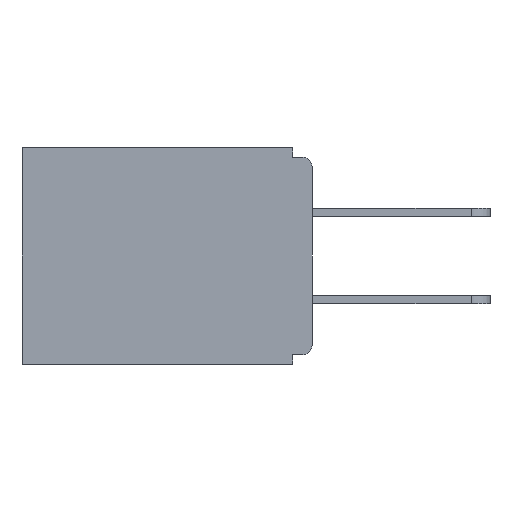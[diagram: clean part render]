
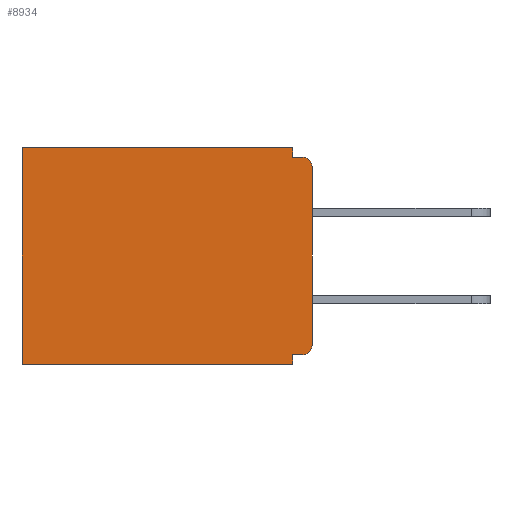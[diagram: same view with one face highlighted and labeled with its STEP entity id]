
A CAD part, left-side view. The second image highlights one B-rep face of the part: STEP entity #8934.
In plain terms, the highlighted planar face has unit normal (-1, 0, 0).
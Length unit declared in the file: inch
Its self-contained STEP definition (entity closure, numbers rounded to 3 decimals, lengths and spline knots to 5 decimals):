
#47 = CARTESIAN_POINT ( 'NONE',  ( 0.298, 0.031, 0. ) ) ;
#91 = AXIS2_PLACEMENT_3D ( 'NONE', #9991, #8314, #5820 ) ;
#132 = LINE ( 'NONE', #3380, #5008 ) ;
#214 = LINE ( 'NONE', #2426, #7274 ) ;
#254 = CARTESIAN_POINT ( 'NONE',  ( 0.298, 0.031, -0.343 ) ) ;
#675 = CARTESIAN_POINT ( 'NONE',  ( 0.298, 0.015, -0.03 ) ) ;
#722 = VERTEX_POINT ( 'NONE', #6219 ) ;
#1192 = CARTESIAN_POINT ( 'NONE',  ( 0.298, 0.015, -0.328 ) ) ;
#1800 = VECTOR ( 'NONE', #5129, 39.37008 ) ;
#2081 = EDGE_CURVE ( 'NONE', #4086, #7710, #132, .T. ) ;
#2338 = PLANE ( 'NONE',  #8289 ) ;
#2383 = DIRECTION ( 'NONE',  ( 0., 1., 0. ) ) ;
#2426 = CARTESIAN_POINT ( 'NONE',  ( 0.298, 0., -0.343 ) ) ;
#2428 = EDGE_CURVE ( 'NONE', #722, #5483, #6433, .T. ) ;
#2532 = DIRECTION ( 'NONE',  ( 0., 1., 0. ) ) ;
#2861 = ORIENTED_EDGE ( 'NONE', *, *, #2428, .F. ) ;
#3101 = CARTESIAN_POINT ( 'NONE',  ( 0.298, 0.015, -0.015 ) ) ;
#3174 = EDGE_CURVE ( 'NONE', #5801, #8594, #9120, .T. ) ;
#3195 = DIRECTION ( 'NONE',  ( 0., 0., -1. ) ) ;
#3276 = CARTESIAN_POINT ( 'NONE',  ( 0.298, 0., -0.015 ) ) ;
#3380 = CARTESIAN_POINT ( 'NONE',  ( 0.298, 0.46, 0. ) ) ;
#3451 = DIRECTION ( 'NONE',  ( 0., 0., -1. ) ) ;
#3458 = CARTESIAN_POINT ( 'NONE',  ( 0.298, 0., -0.313 ) ) ;
#3542 = FACE_OUTER_BOUND ( 'NONE', #6003, .T. ) ;
#3574 = CARTESIAN_POINT ( 'NONE',  ( 0.298, 0., -0.328 ) ) ;
#3778 = EDGE_CURVE ( 'NONE', #8836, #8594, #6079, .T. ) ;
#3844 = DIRECTION ( 'NONE',  ( 0., 0., -1. ) ) ;
#3898 = CARTESIAN_POINT ( 'NONE',  ( 0.298, 0., -0.03 ) ) ;
#4073 = DIRECTION ( 'NONE',  ( 0., 0., -1. ) ) ;
#4086 = VERTEX_POINT ( 'NONE', #9493 ) ;
#4141 = CARTESIAN_POINT ( 'NONE',  ( 0.298, 0., 0. ) ) ;
#4144 = DIRECTION ( 'NONE',  ( 0., 0., -1. ) ) ;
#4355 = ORIENTED_EDGE ( 'NONE', *, *, #10469, .T. ) ;
#4548 = VERTEX_POINT ( 'NONE', #3101 ) ;
#4870 = DIRECTION ( 'NONE',  ( 0., -1., 0. ) ) ;
#5007 = ORIENTED_EDGE ( 'NONE', *, *, #8022, .F. ) ;
#5008 = VECTOR ( 'NONE', #3451, 39.37008 ) ;
#5041 = LINE ( 'NONE', #6702, #6981 ) ;
#5061 = VECTOR ( 'NONE', #4870, 39.37008 ) ;
#5129 = DIRECTION ( 'NONE',  ( 0., 1., 0. ) ) ;
#5433 = VERTEX_POINT ( 'NONE', #47 ) ;
#5483 = VERTEX_POINT ( 'NONE', #254 ) ;
#5581 = DIRECTION ( 'NONE',  ( 0., 0., -1. ) ) ;
#5801 = VERTEX_POINT ( 'NONE', #3898 ) ;
#5815 = ORIENTED_EDGE ( 'NONE', *, *, #8338, .T. ) ;
#5820 = DIRECTION ( 'NONE',  ( 0., 0., -1. ) ) ;
#6003 = EDGE_LOOP ( 'NONE', ( #5815, #10466, #5007, #4355, #7021, #7144, #2861, #10267, #7927, #10119 ) ) ;
#6079 = CIRCLE ( 'NONE', #91, 0.015 ) ;
#6108 = EDGE_CURVE ( 'NONE', #8836, #722, #9751, .T. ) ;
#6219 = CARTESIAN_POINT ( 'NONE',  ( 0.298, 0.031, -0.328 ) ) ;
#6237 = CARTESIAN_POINT ( 'NONE',  ( 0.298, 0.031, -0.343 ) ) ;
#6433 = LINE ( 'NONE', #6237, #7685 ) ;
#6444 = VECTOR ( 'NONE', #4073, 39.37008 ) ;
#6616 = EDGE_CURVE ( 'NONE', #5483, #7710, #214, .T. ) ;
#6702 = CARTESIAN_POINT ( 'NONE',  ( 0.298, 0.031, -0.343 ) ) ;
#6981 = VECTOR ( 'NONE', #4144, 39.37008 ) ;
#7021 = ORIENTED_EDGE ( 'NONE', *, *, #2081, .T. ) ;
#7144 = ORIENTED_EDGE ( 'NONE', *, *, #6616, .F. ) ;
#7274 = VECTOR ( 'NONE', #2383, 39.37008 ) ;
#7630 = LINE ( 'NONE', #3276, #5061 ) ;
#7685 = VECTOR ( 'NONE', #3844, 39.37008 ) ;
#7710 = VERTEX_POINT ( 'NONE', #9589 ) ;
#7927 = ORIENTED_EDGE ( 'NONE', *, *, #3778, .T. ) ;
#8022 = EDGE_CURVE ( 'NONE', #5433, #8923, #5041, .T. ) ;
#8289 = AXIS2_PLACEMENT_3D ( 'NONE', #9772, #10554, #3195 ) ;
#8314 = DIRECTION ( 'NONE',  ( -1., 0., 0. ) ) ;
#8338 = EDGE_CURVE ( 'NONE', #5801, #4548, #10198, .T. ) ;
#8574 = EDGE_CURVE ( 'NONE', #8923, #4548, #7630, .T. ) ;
#8594 = VERTEX_POINT ( 'NONE', #3458 ) ;
#8614 = VECTOR ( 'NONE', #2532, 39.37008 ) ;
#8836 = VERTEX_POINT ( 'NONE', #1192 ) ;
#8885 = LINE ( 'NONE', #9035, #8614 ) ;
#8923 = VERTEX_POINT ( 'NONE', #10311 ) ;
#8934 = ADVANCED_FACE ( 'NONE', ( #3542 ), #2338, .F. ) ;
#9035 = CARTESIAN_POINT ( 'NONE',  ( 0.298, 0., 0. ) ) ;
#9120 = LINE ( 'NONE', #4141, #6444 ) ;
#9493 = CARTESIAN_POINT ( 'NONE',  ( 0.298, 0.46, 0. ) ) ;
#9589 = CARTESIAN_POINT ( 'NONE',  ( 0.298, 0.46, -0.343 ) ) ;
#9751 = LINE ( 'NONE', #3574, #1800 ) ;
#9772 = CARTESIAN_POINT ( 'NONE',  ( 0.298, 0., 0. ) ) ;
#9991 = CARTESIAN_POINT ( 'NONE',  ( 0.298, 0.015, -0.313 ) ) ;
#10119 = ORIENTED_EDGE ( 'NONE', *, *, #3174, .F. ) ;
#10198 = CIRCLE ( 'NONE', #10276, 0.015 ) ;
#10267 = ORIENTED_EDGE ( 'NONE', *, *, #6108, .F. ) ;
#10276 = AXIS2_PLACEMENT_3D ( 'NONE', #675, #10534, #5581 ) ;
#10311 = CARTESIAN_POINT ( 'NONE',  ( 0.298, 0.031, -0.015 ) ) ;
#10466 = ORIENTED_EDGE ( 'NONE', *, *, #8574, .F. ) ;
#10469 = EDGE_CURVE ( 'NONE', #5433, #4086, #8885, .T. ) ;
#10534 = DIRECTION ( 'NONE',  ( -1., 0., 0. ) ) ;
#10554 = DIRECTION ( 'NONE',  ( 1., 0., 0. ) ) ;
